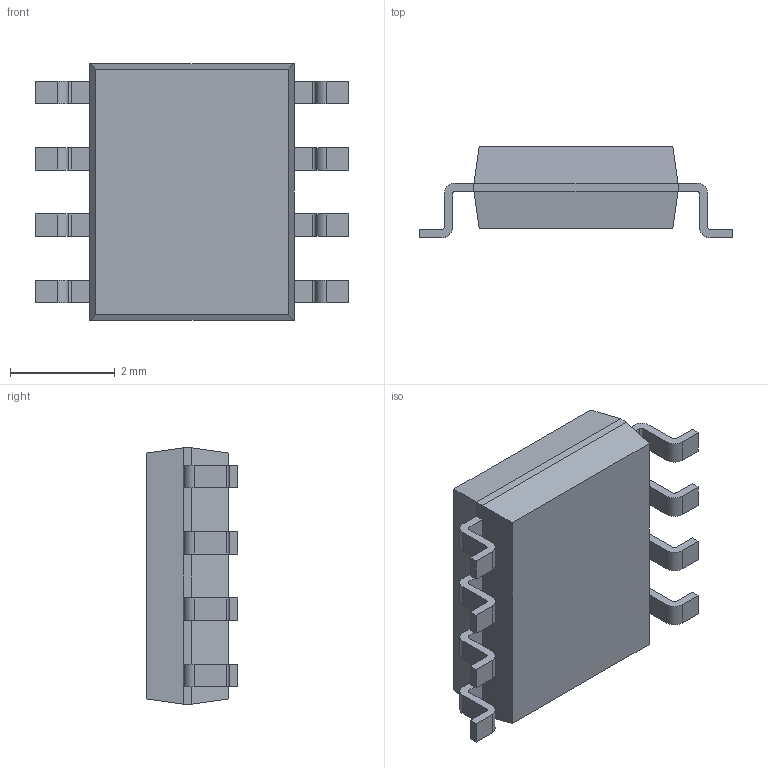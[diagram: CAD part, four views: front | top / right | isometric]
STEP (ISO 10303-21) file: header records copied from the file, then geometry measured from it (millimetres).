
FILE_DESCRIPTION (( 'STEP AP214' ), '1' );
FILE_NAME ('ILD8150XUMA1.STEP', '2020-12-18T11:54:01', ( '' ), ( '' ), 'SwSTEP 2.0', 'SolidWorks 2018', '' );
FILE_SCHEMA (( 'AUTOMOTIVE_DESIGN' ));
Length unit declared in the file: millimetre
Products named in the file (1): ILD8150XUMA1
Bounding box: 6 x 1.75 x 4.9 mm (x, y, z)
Volume: 29.9 mm3; surface area: 80.4 mm2
Topology: 9 solids, 9 shells, 126 faces, 316 edges, 208 vertices
Faces by surface type: plane 94, cylinder 32
Entity records: 3846 total; most frequent: CARTESIAN_POINT 651, DIRECTION 634, ORIENTED_EDGE 632, EDGE_CURVE 316, LINE 252, VECTOR 252, VERTEX_POINT 208, AXIS2_PLACEMENT_3D 191
